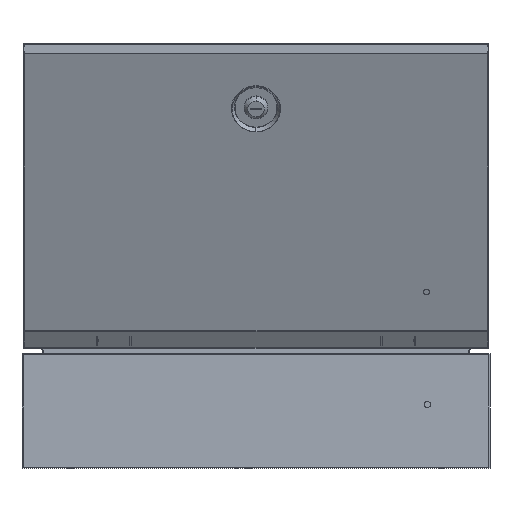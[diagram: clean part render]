
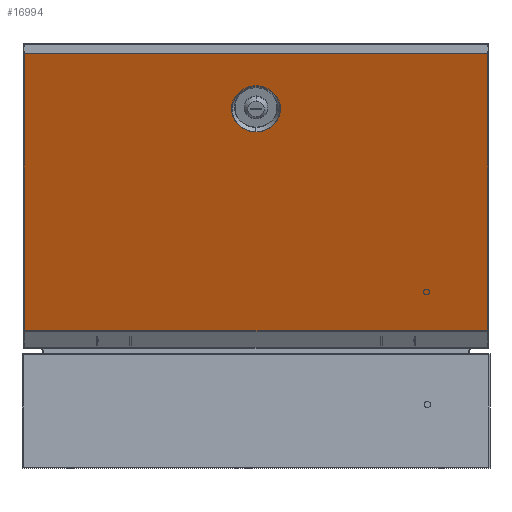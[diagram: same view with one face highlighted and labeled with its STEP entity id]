
A CAD part, left-side view. The second image highlights one B-rep face of the part: STEP entity #16994.
In plain terms, the highlighted face is planar.
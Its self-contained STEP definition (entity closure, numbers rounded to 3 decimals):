
#228 = CARTESIAN_POINT ( 'NONE',  ( -95.5, 0., 0. ) ) ;
#837 = VECTOR ( 'NONE', #20725, 1000. ) ;
#1198 = LINE ( 'NONE', #19553, #13810 ) ;
#1298 = ORIENTED_EDGE ( 'NONE', *, *, #16836, .T. ) ;
#1569 = CARTESIAN_POINT ( 'NONE',  ( -153.5, 225.5, 0. ) ) ;
#1775 = VERTEX_POINT ( 'NONE', #22013 ) ;
#2509 = VERTEX_POINT ( 'NONE', #18860 ) ;
#4596 = PLANE ( 'NONE',  #24166 ) ;
#4915 = CIRCLE ( 'NONE', #16323, 23.25 ) ;
#4923 = DIRECTION ( 'NONE',  ( -1., 0., 0. ) ) ;
#5487 = VECTOR ( 'NONE', #23333, 1000. ) ;
#5679 = CARTESIAN_POINT ( 'NONE',  ( -118.75, 0., 0. ) ) ;
#6556 = VERTEX_POINT ( 'NONE', #16007 ) ;
#6647 = LINE ( 'NONE', #16415, #837 ) ;
#8511 = AXIS2_PLACEMENT_3D ( 'NONE', #228, #10924, #4923 ) ;
#8935 = DIRECTION ( 'NONE',  ( -1., 0., 0. ) ) ;
#9034 = ORIENTED_EDGE ( 'NONE', *, *, #23338, .T. ) ;
#9461 = ORIENTED_EDGE ( 'NONE', *, *, #22166, .T. ) ;
#9737 = DIRECTION ( 'NONE',  ( 1., 0., 0. ) ) ;
#10207 = CARTESIAN_POINT ( 'NONE',  ( -95.5, 0., 0. ) ) ;
#10425 = LINE ( 'NONE', #13830, #22462 ) ;
#10924 = DIRECTION ( 'NONE',  ( 0., 0., -1. ) ) ;
#11012 = EDGE_LOOP ( 'NONE', ( #12419, #9034, #24717, #1298 ) ) ;
#12419 = ORIENTED_EDGE ( 'NONE', *, *, #18788, .T. ) ;
#12439 = CARTESIAN_POINT ( 'NONE',  ( 133.5, -225.5, 0. ) ) ;
#12758 = DIRECTION ( 'NONE',  ( 0., 1., 0. ) ) ;
#13810 = VECTOR ( 'NONE', #14428, 1000. ) ;
#13830 = CARTESIAN_POINT ( 'NONE',  ( 133.5, 0., 0. ) ) ;
#14428 = DIRECTION ( 'NONE',  ( 1., 0., 0. ) ) ;
#14739 = EDGE_CURVE ( 'NONE', #16389, #6556, #6647, .T. ) ;
#15401 = EDGE_LOOP ( 'NONE', ( #9461, #21707 ) ) ;
#16007 = CARTESIAN_POINT ( 'NONE',  ( -153.5, 225.5, 0. ) ) ;
#16076 = DIRECTION ( 'NONE',  ( 0., 0., 1. ) ) ;
#16259 = CARTESIAN_POINT ( 'NONE',  ( 133.5, 225.5, 0. ) ) ;
#16323 = AXIS2_PLACEMENT_3D ( 'NONE', #10207, #19167, #8935 ) ;
#16389 = VERTEX_POINT ( 'NONE', #16259 ) ;
#16415 = CARTESIAN_POINT ( 'NONE',  ( -153.5, 225.5, 0. ) ) ;
#16528 = FACE_OUTER_BOUND ( 'NONE', #11012, .T. ) ;
#16610 = EDGE_CURVE ( 'NONE', #17342, #1775, #19939, .T. ) ;
#16836 = EDGE_CURVE ( 'NONE', #6556, #2509, #25044, .T. ) ;
#16934 = FACE_BOUND ( 'NONE', #15401, .T. ) ;
#16994 = ADVANCED_FACE ( 'NONE', ( #16934, #16528 ), #4596, .T. ) ;
#17342 = VERTEX_POINT ( 'NONE', #5679 ) ;
#18788 = EDGE_CURVE ( 'NONE', #2509, #19724, #1198, .T. ) ;
#18860 = CARTESIAN_POINT ( 'NONE',  ( -153.5, -225.5, 0. ) ) ;
#19167 = DIRECTION ( 'NONE',  ( 0., 0., -1. ) ) ;
#19553 = CARTESIAN_POINT ( 'NONE',  ( -153.5, -225.5, 0. ) ) ;
#19724 = VERTEX_POINT ( 'NONE', #12439 ) ;
#19939 = CIRCLE ( 'NONE', #8511, 23.25 ) ;
#20725 = DIRECTION ( 'NONE',  ( -1., 0., 0. ) ) ;
#21265 = CARTESIAN_POINT ( 'NONE',  ( 0., 0., 0. ) ) ;
#21707 = ORIENTED_EDGE ( 'NONE', *, *, #16610, .T. ) ;
#22013 = CARTESIAN_POINT ( 'NONE',  ( -72.25, 0., 0. ) ) ;
#22166 = EDGE_CURVE ( 'NONE', #1775, #17342, #4915, .T. ) ;
#22462 = VECTOR ( 'NONE', #12758, 1000. ) ;
#23333 = DIRECTION ( 'NONE',  ( 0., -1., 0. ) ) ;
#23338 = EDGE_CURVE ( 'NONE', #19724, #16389, #10425, .T. ) ;
#24166 = AXIS2_PLACEMENT_3D ( 'NONE', #21265, #16076, #9737 ) ;
#24717 = ORIENTED_EDGE ( 'NONE', *, *, #14739, .T. ) ;
#25044 = LINE ( 'NONE', #1569, #5487 ) ;
